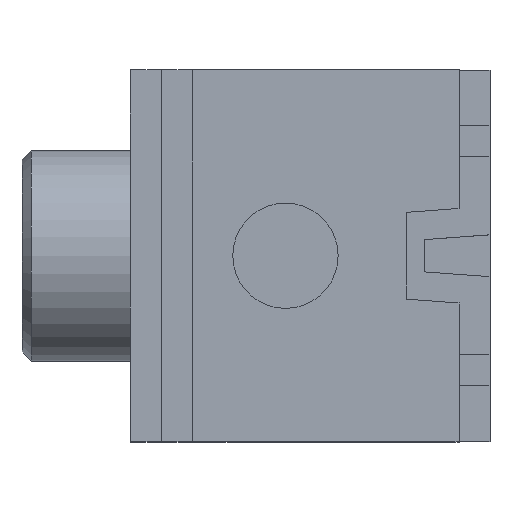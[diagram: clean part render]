
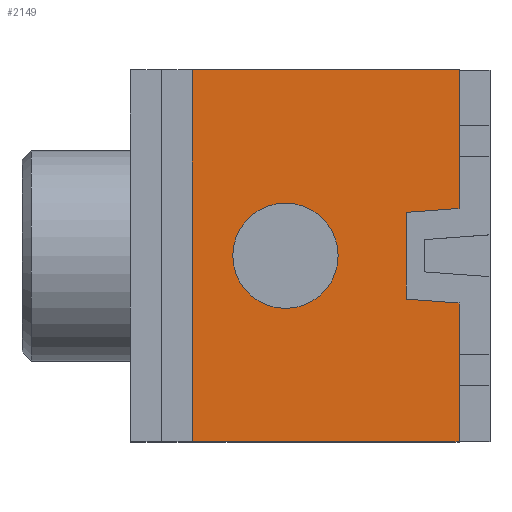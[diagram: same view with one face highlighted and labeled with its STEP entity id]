
A CAD part, top view. The second image highlights one B-rep face of the part: STEP entity #2149.
In plain terms, the highlighted planar face has unit normal (0, 0, 1).
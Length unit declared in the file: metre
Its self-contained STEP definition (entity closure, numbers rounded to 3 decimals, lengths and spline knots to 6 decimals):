
#1269 = EDGE_CURVE( '', #2773, #3094, #3095, .T. );
#1299 = EDGE_CURVE( '', #3141, #2773, #3142, .T. );
#1309 = EDGE_CURVE( '', #3157, #3141, #3158, .T. );
#1519 = EDGE_CURVE( '', #3449, #3449, #3450, .T. );
#1693 = EDGE_CURVE( '', #2571, #3094, #3686, .T. );
#1717 = EDGE_CURVE( '', #2482, #2571, #3717, .T. );
#1727 = EDGE_CURVE( '', #3301, #3157, #3728, .T. );
#1793 = EDGE_CURVE( '', #3498, #2482, #3806, .T. );
#1837 = EDGE_CURVE( '', #3498, #3301, #3860, .T. );
#2149 = ADVANCED_FACE( '', ( #4219, #4220 ), #4221, .T. );
#2482 = VERTEX_POINT( '', #4654 );
#2571 = VERTEX_POINT( '', #4777 );
#2773 = VERTEX_POINT( '', #5056 );
#3094 = VERTEX_POINT( '', #5506 );
#3095 = LINE( '', #5507, #5508 );
#3141 = VERTEX_POINT( '', #5576 );
#3142 = LINE( '', #5577, #5578 );
#3157 = VERTEX_POINT( '', #5600 );
#3158 = LINE( '', #5601, #5602 );
#3301 = VERTEX_POINT( '', #5806 );
#3449 = VERTEX_POINT( '', #6030 );
#3450 = CIRCLE( '', #6031, 0.0017 );
#3498 = VERTEX_POINT( '', #6101 );
#3686 = LINE( '', #6389, #6390 );
#3717 = LINE( '', #6428, #6429 );
#3728 = LINE( '', #6448, #6449 );
#3806 = LINE( '', #6578, #6579 );
#3860 = LINE( '', #6666, #6667 );
#4219 = FACE_BOUND( '', #7247, .T. );
#4220 = FACE_OUTER_BOUND( '', #7248, .T. );
#4221 = PLANE( '', #7249 );
#4654 = CARTESIAN_POINT( '', ( 0.00655, 0.006002, 0.009961 ) );
#4777 = CARTESIAN_POINT( '', ( -0.00205, 0.006002, 0.009961 ) );
#5056 = CARTESIAN_POINT( '', ( 0.00655, -0.005998, 0.009961 ) );
#5506 = CARTESIAN_POINT( '', ( -0.00205, -0.005998, 0.009961 ) );
#5507 = CARTESIAN_POINT( '', ( 0.00755, -0.005998, 0.009961 ) );
#5508 = VECTOR( '', #8423, 1. );
#5576 = CARTESIAN_POINT( '', ( 0.00655, -0.001523, 0.009961 ) );
#5577 = CARTESIAN_POINT( '', ( 0.00655, -0.005988, 0.009961 ) );
#5578 = VECTOR( '', #8459, 1. );
#5600 = CARTESIAN_POINT( '', ( 0.00485, -0.001398, 0.009961 ) );
#5601 = CARTESIAN_POINT( '', ( 0.00485, -0.001398, 0.009961 ) );
#5602 = VECTOR( '', #8471, 1. );
#5806 = CARTESIAN_POINT( '', ( 0.00485, 0.001402, 0.009961 ) );
#6030 = CARTESIAN_POINT( '', ( -0.00075, 0.000002, 0.009961 ) );
#6031 = AXIS2_PLACEMENT_3D( '', #8868, #8869, #8870 );
#6101 = CARTESIAN_POINT( '', ( 0.00655, 0.001527, 0.009961 ) );
#6389 = CARTESIAN_POINT( '', ( -0.00205, 0.006002, 0.009961 ) );
#6390 = VECTOR( '', #9143, 1. );
#6428 = CARTESIAN_POINT( '', ( 0.00755, 0.006002, 0.009961 ) );
#6429 = VECTOR( '', #9225, 1. );
#6448 = CARTESIAN_POINT( '', ( 0.00485, 0.001402, 0.009961 ) );
#6449 = VECTOR( '', #9232, 1. );
#6578 = CARTESIAN_POINT( '', ( 0.00655, 0.005992, 0.009961 ) );
#6579 = VECTOR( '', #9318, 1. );
#6666 = CARTESIAN_POINT( '', ( 0.00655, 0.001527, 0.009961 ) );
#6667 = VECTOR( '', #9372, 1. );
#7247 = EDGE_LOOP( '', ( #9886 ) );
#7248 = EDGE_LOOP( '', ( #9887, #9888, #9889, #9890, #9891, #9892, #9893, #9894 ) );
#7249 = AXIS2_PLACEMENT_3D( '', #9895, #9896, #9897 );
#8423 = DIRECTION( '', ( -1., 0., 0. ) );
#8459 = DIRECTION( '', ( 0., -1., 0. ) );
#8471 = DIRECTION( '', ( 0.997, -0.073, 0. ) );
#8868 = CARTESIAN_POINT( '', ( 0.00095, 0.000002, 0.009961 ) );
#8869 = DIRECTION( '', ( 0., 0., 1. ) );
#8870 = DIRECTION( '', ( -1., 0., 0. ) );
#9143 = DIRECTION( '', ( 0., -1., 0. ) );
#9225 = DIRECTION( '', ( -1., 0., 0. ) );
#9232 = DIRECTION( '', ( 0., -1., 0. ) );
#9318 = DIRECTION( '', ( 0., 1., 0. ) );
#9372 = DIRECTION( '', ( -0.997, -0.073, 0. ) );
#9886 = ORIENTED_EDGE( '', *, *, #1519, .F. );
#9887 = ORIENTED_EDGE( '', *, *, #1299, .F. );
#9888 = ORIENTED_EDGE( '', *, *, #1309, .F. );
#9889 = ORIENTED_EDGE( '', *, *, #1727, .F. );
#9890 = ORIENTED_EDGE( '', *, *, #1837, .F. );
#9891 = ORIENTED_EDGE( '', *, *, #1793, .T. );
#9892 = ORIENTED_EDGE( '', *, *, #1717, .T. );
#9893 = ORIENTED_EDGE( '', *, *, #1693, .T. );
#9894 = ORIENTED_EDGE( '', *, *, #1269, .F. );
#9895 = CARTESIAN_POINT( '', ( 0.00755, 0.006002, 0.009961 ) );
#9896 = DIRECTION( '', ( 0., 0., 1. ) );
#9897 = DIRECTION( '', ( 1., 0., 0. ) );
